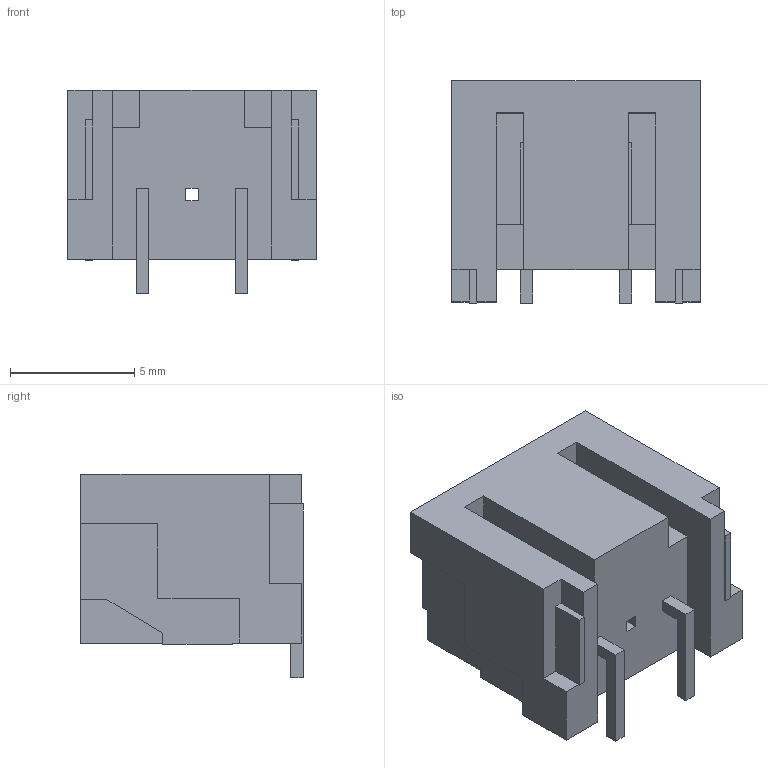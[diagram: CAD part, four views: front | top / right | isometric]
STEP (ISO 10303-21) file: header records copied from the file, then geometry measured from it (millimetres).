
FILE_DESCRIPTION (( 'STEP AP214' ), '1' );
FILE_NAME ('BM02(4.0)B-PBVSS　(LF)(SN).STEP', '2012-08-08T05:17:06', ( ' ' ), ( ' ' ), 'SwSTEP 2.0', 'SolidWorks 2005235', '' );
FILE_SCHEMA (( 'AUTOMOTIVE_DESIGN' ));
Length unit declared in the file: millimetre
Products named in the file (1): BM02(4.0)B-PBVSS　(LF)(SN)
Bounding box: 10 x 8.95 x 8.2 mm (x, y, z)
Volume: 369 mm3; surface area: 623.5 mm2
Topology: 1 solids, 1 shells, 96 faces, 276 edges, 182 vertices
Faces by surface type: plane 96
Entity records: 3635 total; most frequent: CARTESIAN_POINT 555, ORIENTED_EDGE 552, DIRECTION 470, EDGE_CURVE 276, VECTOR 276, LINE 276, VERTEX_POINT 182, EDGE_LOOP 102
